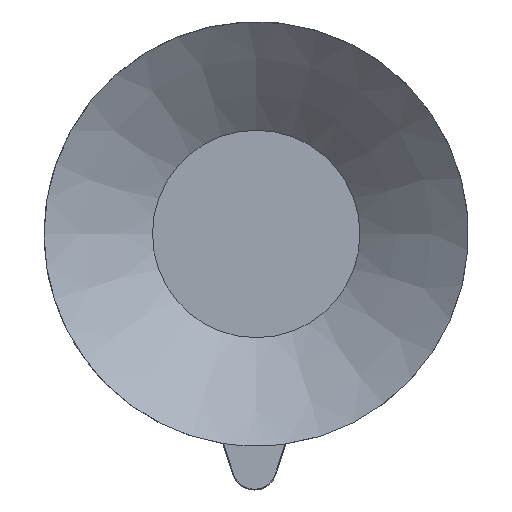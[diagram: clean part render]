
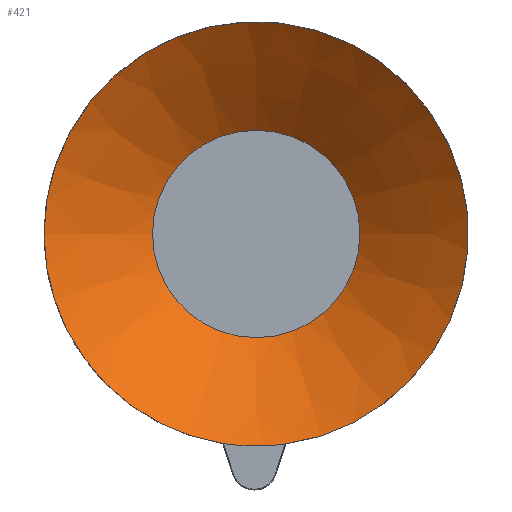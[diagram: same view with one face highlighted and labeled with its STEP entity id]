
A CAD part, front view. The second image highlights one B-rep face of the part: STEP entity #421.
In plain terms, the highlighted conical face has half-angle 51.009 degrees and reference radius 14.5 mm.
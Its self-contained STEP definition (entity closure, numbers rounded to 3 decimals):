
#51=FACE_OUTER_BOUND('',#79,.T.);
#79=EDGE_LOOP('',(#289,#290,#291,#292,#293,#294));
#109=LINE('',#685,#131);
#131=VECTOR('',#536,14.5);
#153=CIRCLE('',#464,14.5);
#154=CIRCLE('',#465,14.5);
#155=CIRCLE('',#466,14.5);
#156=CIRCLE('',#467,7.088);
#185=VERTEX_POINT('',#678);
#186=VERTEX_POINT('',#679);
#187=VERTEX_POINT('',#681);
#188=VERTEX_POINT('',#684);
#225=EDGE_CURVE('',#185,#186,#153,.T.);
#226=EDGE_CURVE('',#187,#185,#154,.T.);
#227=EDGE_CURVE('',#186,#187,#155,.T.);
#228=EDGE_CURVE('',#186,#188,#109,.T.);
#229=EDGE_CURVE('',#188,#188,#156,.T.);
#289=ORIENTED_EDGE('',*,*,#225,.F.);
#290=ORIENTED_EDGE('',*,*,#226,.F.);
#291=ORIENTED_EDGE('',*,*,#227,.F.);
#292=ORIENTED_EDGE('',*,*,#228,.T.);
#293=ORIENTED_EDGE('',*,*,#229,.T.);
#294=ORIENTED_EDGE('',*,*,#228,.F.);
#417=CONICAL_SURFACE('',#463,14.5,0.89);
#421=ADVANCED_FACE('',(#51),#417,.F.);
#463=AXIS2_PLACEMENT_3D('',#677,#528,#529);
#464=AXIS2_PLACEMENT_3D('',#680,#530,#531);
#465=AXIS2_PLACEMENT_3D('',#682,#532,#533);
#466=AXIS2_PLACEMENT_3D('',#683,#534,#535);
#467=AXIS2_PLACEMENT_3D('',#686,#537,#538);
#528=DIRECTION('center_axis',(0.,-1.,0.));
#529=DIRECTION('ref_axis',(1.,0.,0.));
#530=DIRECTION('center_axis',(0.,1.,0.));
#531=DIRECTION('ref_axis',(1.,0.,0.));
#532=DIRECTION('center_axis',(0.,1.,0.));
#533=DIRECTION('ref_axis',(1.,0.,0.));
#534=DIRECTION('center_axis',(0.,1.,0.));
#535=DIRECTION('ref_axis',(1.,0.,0.));
#536=DIRECTION('',(0.777,0.629,0.));
#537=DIRECTION('center_axis',(0.,1.,0.));
#538=DIRECTION('ref_axis',(1.,0.,0.));
#677=CARTESIAN_POINT('Origin',(0.,0.,0.));
#678=CARTESIAN_POINT('',(-2.228,0.,-14.328));
#679=CARTESIAN_POINT('',(-14.5,0.,0.));
#680=CARTESIAN_POINT('Origin',(0.,0.,0.));
#681=CARTESIAN_POINT('',(1.966,0.,-14.366));
#682=CARTESIAN_POINT('Origin',(0.,0.,0.));
#683=CARTESIAN_POINT('Origin',(0.,0.,0.));
#684=CARTESIAN_POINT('',(-7.088,6.,0.));
#685=CARTESIAN_POINT('',(-14.5,0.,0.));
#686=CARTESIAN_POINT('Origin',(0.,6.,0.));
